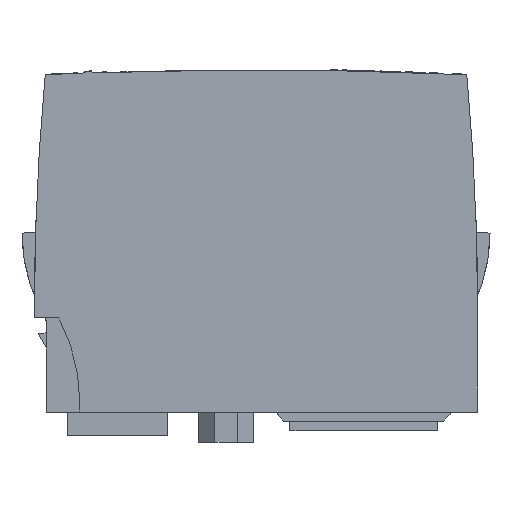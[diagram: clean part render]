
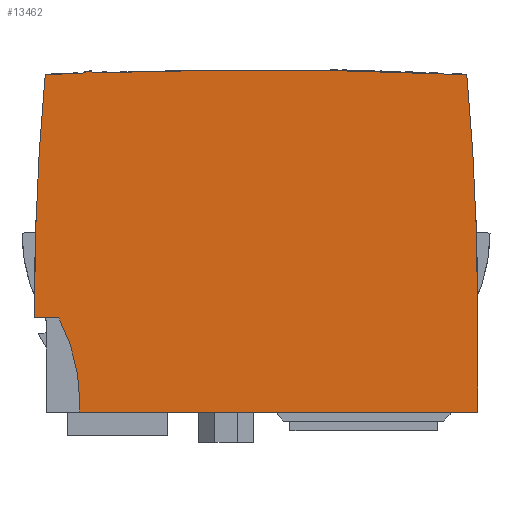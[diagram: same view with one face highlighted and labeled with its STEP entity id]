
A CAD part, left-side view. The second image highlights one B-rep face of the part: STEP entity #13462.
In plain terms, the highlighted planar face has unit normal (-1, 0, 0).
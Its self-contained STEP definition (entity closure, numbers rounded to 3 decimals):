
#11137=CIRCLE('',#35588,750.);
#11161=CIRCLE('',#35637,28.3);
#11167=CIRCLE('',#35649,391.5);
#11168=CIRCLE('',#35651,750.);
#11171=CIRCLE('',#35655,2.3);
#11173=CIRCLE('',#35658,391.5);
#12128=FACE_OUTER_BOUND('',#16241,.T.);
#13462=ADVANCED_FACE('',(#12128),#14854,.T.);
#14854=PLANE('',#35661);
#16241=EDGE_LOOP('',(#18343,#18344,#18345,#18346,#18347,#18348,#18349,#18350,
#18351,#18352,#18353));
#18343=ORIENTED_EDGE('',*,*,#27547,.F.);
#18344=ORIENTED_EDGE('',*,*,#27579,.F.);
#18345=ORIENTED_EDGE('',*,*,#27260,.F.);
#18346=ORIENTED_EDGE('',*,*,#27576,.F.);
#18347=ORIENTED_EDGE('',*,*,#27570,.F.);
#18348=ORIENTED_EDGE('',*,*,#27568,.F.);
#18349=ORIENTED_EDGE('',*,*,#27562,.F.);
#18350=ORIENTED_EDGE('',*,*,#27559,.F.);
#18351=ORIENTED_EDGE('',*,*,#27540,.F.);
#18352=ORIENTED_EDGE('',*,*,#27537,.F.);
#18353=ORIENTED_EDGE('',*,*,#27294,.F.);
#24937=VERTEX_POINT('',#44522);
#24938=VERTEX_POINT('',#44523);
#24970=VERTEX_POINT('',#44589);
#24971=VERTEX_POINT('',#44591);
#25192=VERTEX_POINT('',#45074);
#25194=VERTEX_POINT('',#45080);
#25200=VERTEX_POINT('',#45093);
#25207=VERTEX_POINT('',#45113);
#25210=VERTEX_POINT('',#45123);
#25214=VERTEX_POINT('',#45134);
#25215=VERTEX_POINT('',#45138);
#27260=EDGE_CURVE('',#24937,#24938,#11137,.T.);
#27294=EDGE_CURVE('',#24970,#24971,#30741,.T.);
#27537=EDGE_CURVE('',#24971,#25192,#30970,.T.);
#27540=EDGE_CURVE('',#25192,#25194,#11161,.T.);
#27547=EDGE_CURVE('',#25200,#24970,#30978,.T.);
#27559=EDGE_CURVE('',#25194,#25207,#30987,.T.);
#27562=EDGE_CURVE('',#25207,#25210,#30990,.T.);
#27568=EDGE_CURVE('',#25210,#25214,#11167,.T.);
#27570=EDGE_CURVE('',#25214,#25215,#11168,.T.);
#27576=EDGE_CURVE('',#25215,#24937,#11171,.T.);
#27579=EDGE_CURVE('',#24938,#25200,#11173,.T.);
#30741=LINE('',#44590,#33191);
#30970=LINE('',#45073,#33420);
#30978=LINE('',#45094,#33428);
#30987=LINE('',#45116,#33437);
#30990=LINE('',#45122,#33440);
#33191=VECTOR('',#37817,1.);
#33420=VECTOR('',#38112,1.);
#33428=VECTOR('',#38128,1.);
#33437=VECTOR('',#38149,1.);
#33440=VECTOR('',#38154,1.);
#35588=AXIS2_PLACEMENT_3D('',#44521,#37768,#37769);
#35637=AXIS2_PLACEMENT_3D('',#45079,#38118,#38119);
#35649=AXIS2_PLACEMENT_3D('',#45133,#38164,#38165);
#35651=AXIS2_PLACEMENT_3D('',#45137,#38169,#38170);
#35655=AXIS2_PLACEMENT_3D('',#45149,#38180,#38181);
#35658=AXIS2_PLACEMENT_3D('',#45155,#38187,#38188);
#35661=AXIS2_PLACEMENT_3D('',#45158,#38193,#38194);
#37768=DIRECTION('',(1.,0.,0.));
#37769=DIRECTION('',(0.,0.034,0.999));
#37817=DIRECTION('',(0.,1.,0.));
#38112=DIRECTION('',(0.,0.,1.));
#38118=DIRECTION('',(-1.,0.,0.));
#38119=DIRECTION('',(0.,-0.884,0.467));
#38128=DIRECTION('',(0.,0.,-1.));
#38149=DIRECTION('',(0.,1.,0.));
#38154=DIRECTION('',(0.,0.,1.));
#38164=DIRECTION('',(1.,0.,0.));
#38165=DIRECTION('',(0.,1.,0.));
#38169=DIRECTION('',(1.,0.,0.));
#38170=DIRECTION('',(0.,0.043,0.999));
#38180=DIRECTION('',(1.,0.,0.));
#38181=DIRECTION('',(0.,0.431,0.902));
#38187=DIRECTION('',(1.,0.,0.));
#38188=DIRECTION('',(0.,-0.996,0.09));
#38193=DIRECTION('',(-1.,0.,0.));
#38194=DIRECTION('',(0.,0.,1.));
#44521=CARTESIAN_POINT('',(-7.5,2.65,-683.));
#44522=CARTESIAN_POINT('',(-7.5,27.918,66.574));
#44523=CARTESIAN_POINT('',(-7.5,-30.316,66.275));
#44589=CARTESIAN_POINT('',(-7.5,-32.,13.5));
#44590=CARTESIAN_POINT('',(-7.5,-32.,13.5));
#44591=CARTESIAN_POINT('',(-7.5,30.2,13.5));
#45073=CARTESIAN_POINT('',(-7.5,30.2,13.5));
#45074=CARTESIAN_POINT('',(-7.5,30.2,15.));
#45079=CARTESIAN_POINT('',(-7.5,58.5,15.));
#45080=CARTESIAN_POINT('',(-7.5,33.483,28.23));
#45093=CARTESIAN_POINT('',(-7.5,-32.,30.));
#45094=CARTESIAN_POINT('',(-7.5,-32.,30.));
#45113=CARTESIAN_POINT('',(-7.5,37.3,28.23));
#45116=CARTESIAN_POINT('',(-7.5,33.483,28.23));
#45122=CARTESIAN_POINT('',(-7.5,37.3,28.23));
#45123=CARTESIAN_POINT('',(-7.5,37.3,30.));
#45133=CARTESIAN_POINT('',(-7.5,-354.2,30.));
#45134=CARTESIAN_POINT('',(-7.5,35.616,66.275));
#45137=CARTESIAN_POINT('',(-7.5,2.65,-683.));
#45138=CARTESIAN_POINT('',(-7.5,29.828,66.507));
#45149=CARTESIAN_POINT('',(-7.5,28.8,64.45));
#45155=CARTESIAN_POINT('',(-7.5,359.5,30.));
#45158=CARTESIAN_POINT('',(-7.5,58.5,15.));
